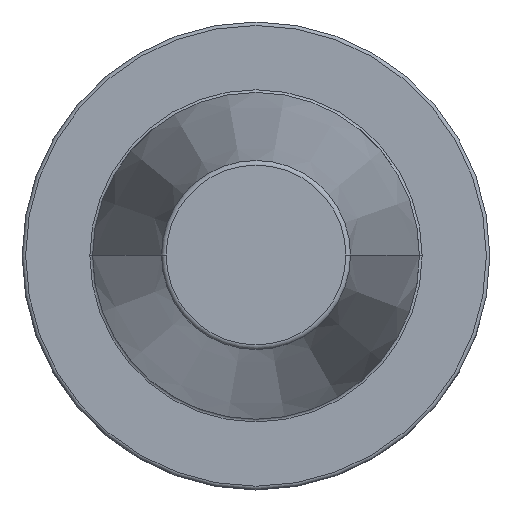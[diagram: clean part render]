
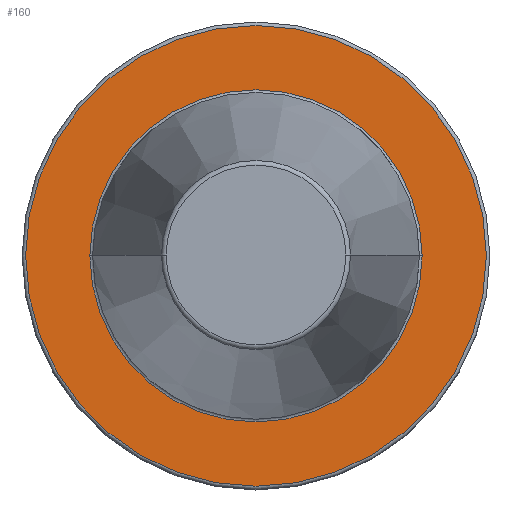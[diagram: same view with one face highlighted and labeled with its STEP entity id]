
A CAD part, top view. The second image highlights one B-rep face of the part: STEP entity #160.
In plain terms, the highlighted planar face has unit normal (0, 0, 1).
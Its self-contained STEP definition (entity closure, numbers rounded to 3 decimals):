
#160=ADVANCED_FACE('',(#190,#191),#180,.F.);
#180=PLANE('',#648);
#190=FACE_BOUND('',#218,.T.);
#191=FACE_BOUND('',#219,.T.);
#218=EDGE_LOOP('',(#320,#321));
#219=EDGE_LOOP('',(#322));
#320=ORIENTED_EDGE('',*,*,#483,.T.);
#321=ORIENTED_EDGE('',*,*,#454,.T.);
#322=ORIENTED_EDGE('',*,*,#461,.T.);
#405=VERTEX_POINT('',#952);
#406=VERTEX_POINT('',#953);
#409=VERTEX_POINT('',#965);
#454=EDGE_CURVE('',#405,#406,#519,.T.);
#461=EDGE_CURVE('',#409,#409,#524,.T.);
#483=EDGE_CURVE('',#406,#405,#540,.T.);
#519=CIRCLE('',#613,35.5);
#524=CIRCLE('',#620,49.229);
#540=CIRCLE('',#647,35.5);
#613=AXIS2_PLACEMENT_3D('',#951,#749,#750);
#620=AXIS2_PLACEMENT_3D('',#964,#765,#766);
#647=AXIS2_PLACEMENT_3D('',#1009,#825,#826);
#648=AXIS2_PLACEMENT_3D('',#1010,#827,#828);
#749=DIRECTION('',(0.,0.,-1.));
#750=DIRECTION('',(-1.,0.,0.));
#765=DIRECTION('',(0.,0.,1.));
#766=DIRECTION('',(-1.,0.,0.));
#825=DIRECTION('',(0.,0.,-1.));
#826=DIRECTION('',(-1.,0.,0.));
#827=DIRECTION('',(0.,0.,-1.));
#828=DIRECTION('',(1.,0.,0.));
#951=CARTESIAN_POINT('',(0.,0.,-3.));
#952=CARTESIAN_POINT('',(35.5,0.,-3.));
#953=CARTESIAN_POINT('',(-35.5,0.,-3.));
#964=CARTESIAN_POINT('',(0.,0.,-3.));
#965=CARTESIAN_POINT('',(-49.229,0.,-3.));
#1009=CARTESIAN_POINT('',(0.,0.,-3.));
#1010=CARTESIAN_POINT('',(0.,35.5,-3.));
